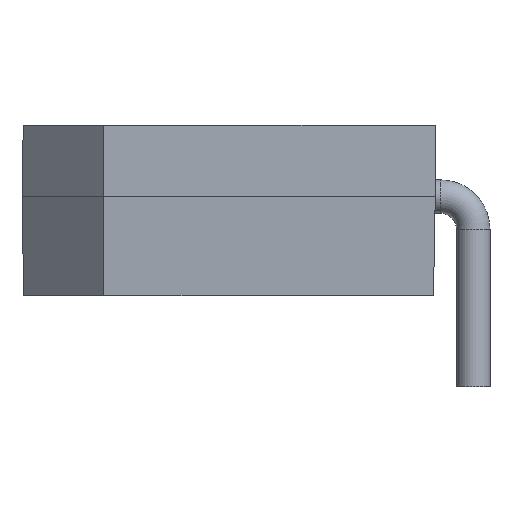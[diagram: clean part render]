
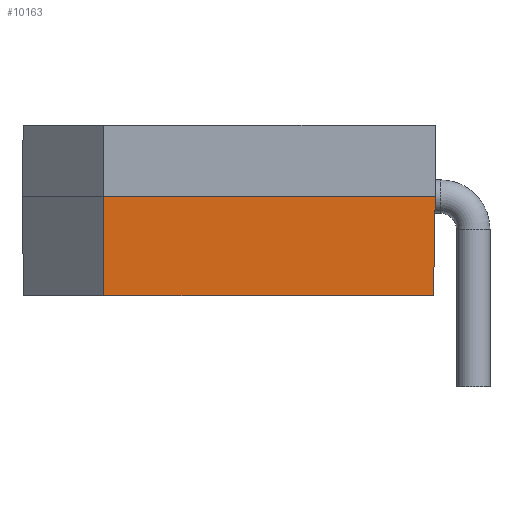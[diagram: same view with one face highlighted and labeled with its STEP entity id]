
A CAD part, left-side view. The second image highlights one B-rep face of the part: STEP entity #10163.
In plain terms, the highlighted planar face has unit normal (-1, 0, -0.018).
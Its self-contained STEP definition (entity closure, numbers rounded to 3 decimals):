
#38 = VECTOR ( 'NONE', #778, 1000. ) ;
#110 = VECTOR ( 'NONE', #4189, 1000. ) ;
#413 = CARTESIAN_POINT ( 'NONE',  ( -2.092, 0.068, -3.91 ) ) ;
#778 = DIRECTION ( 'NONE',  ( 0.017, 0.017, -1. ) ) ;
#1140 = LINE ( 'NONE', #9864, #4500 ) ;
#1364 = PLANE ( 'NONE',  #4851 ) ;
#1552 = CARTESIAN_POINT ( 'NONE',  ( -2.16, 0., 0. ) ) ;
#1991 = VERTEX_POINT ( 'NONE', #1552 ) ;
#2178 = ORIENTED_EDGE ( 'NONE', *, *, #8082, .F. ) ;
#3312 = EDGE_CURVE ( 'NONE', #1991, #5598, #1140, .T. ) ;
#3427 = DIRECTION ( 'NONE',  ( 0., 1., 0. ) ) ;
#3898 = ORIENTED_EDGE ( 'NONE', *, *, #11726, .F. ) ;
#4189 = DIRECTION ( 'NONE',  ( 0.017, -0.007, -1. ) ) ;
#4500 = VECTOR ( 'NONE', #3427, 1000. ) ;
#4851 = AXIS2_PLACEMENT_3D ( 'NONE', #5679, #7865, #5830 ) ;
#5198 = EDGE_CURVE ( 'NONE', #5598, #9203, #13055, .T. ) ;
#5598 = VERTEX_POINT ( 'NONE', #7300 ) ;
#5679 = CARTESIAN_POINT ( 'NONE',  ( -2.16, 16.3, 0. ) ) ;
#5830 = DIRECTION ( 'NONE',  ( 0., 1., 0. ) ) ;
#6170 = VERTEX_POINT ( 'NONE', #413 ) ;
#6645 = ORIENTED_EDGE ( 'NONE', *, *, #5198, .T. ) ;
#7035 = CARTESIAN_POINT ( 'NONE',  ( -2.092, 13.072, -3.91 ) ) ;
#7300 = CARTESIAN_POINT ( 'NONE',  ( -2.16, 13.1, 0. ) ) ;
#7718 = VECTOR ( 'NONE', #8329, 1000. ) ;
#7865 = DIRECTION ( 'NONE',  ( -1., 0., -0.017 ) ) ;
#8082 = EDGE_CURVE ( 'NONE', #6170, #9203, #13830, .T. ) ;
#8329 = DIRECTION ( 'NONE',  ( 0., 1., 0. ) ) ;
#8436 = CARTESIAN_POINT ( 'NONE',  ( -2.155, 0.005, -0.284 ) ) ;
#9203 = VERTEX_POINT ( 'NONE', #7035 ) ;
#9864 = CARTESIAN_POINT ( 'NONE',  ( -2.16, 16.3, 0. ) ) ;
#10163 = ADVANCED_FACE ( 'NONE', ( #11161 ), #1364, .T. ) ;
#11161 = FACE_OUTER_BOUND ( 'NONE', #11450, .T. ) ;
#11230 = LINE ( 'NONE', #8436, #38 ) ;
#11450 = EDGE_LOOP ( 'NONE', ( #6645, #2178, #3898, #11600 ) ) ;
#11600 = ORIENTED_EDGE ( 'NONE', *, *, #3312, .T. ) ;
#11726 = EDGE_CURVE ( 'NONE', #1991, #6170, #11230, .T. ) ;
#13055 = LINE ( 'NONE', #14054, #110 ) ;
#13626 = CARTESIAN_POINT ( 'NONE',  ( -2.092, 13.1, -3.91 ) ) ;
#13830 = LINE ( 'NONE', #13626, #7718 ) ;
#14054 = CARTESIAN_POINT ( 'NONE',  ( -2.16, 13.1, 0.023 ) ) ;
